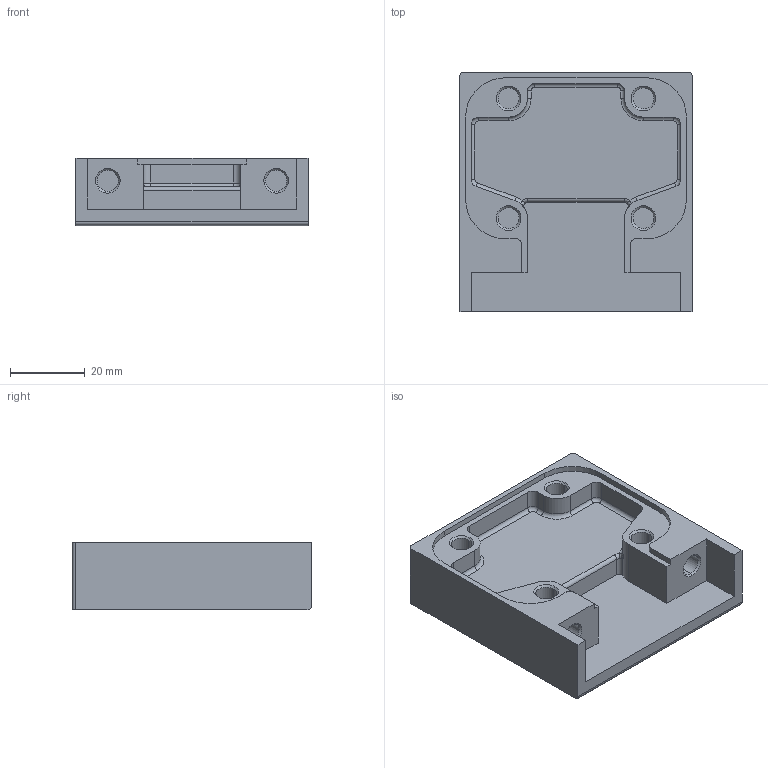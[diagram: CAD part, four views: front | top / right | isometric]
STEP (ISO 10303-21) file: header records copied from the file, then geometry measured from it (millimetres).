
FILE_DESCRIPTION (( 'STEP AP214' ), '1' );
FILE_NAME ('base.STEP', '2025-09-25T00:52:31', ( '' ), ( '' ), 'SwSTEP 2.0', 'SolidWorks 2024', '' );
FILE_SCHEMA (( 'AUTOMOTIVE_DESIGN' ));
Length unit declared in the file: millimetre
Products named in the file (1): base
Bounding box: 62 x 64 x 18 mm (x, y, z)
Volume: 42637.2 mm3; surface area: 15181.8 mm2
Topology: 1 solids, 1 shells, 112 faces, 275 edges, 170 vertices
Faces by surface type: cylinder 46, plane 40, cone 12, torus 12, bspline 2
Entity records: 3428 total; most frequent: CARTESIAN_POINT 691, DIRECTION 609, ORIENTED_EDGE 546, EDGE_CURVE 273, AXIS2_PLACEMENT_3D 230, VERTEX_POINT 170, VECTOR 149, LINE 149
